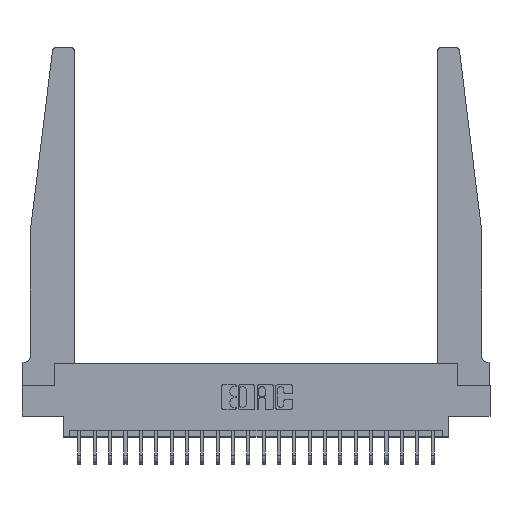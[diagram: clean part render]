
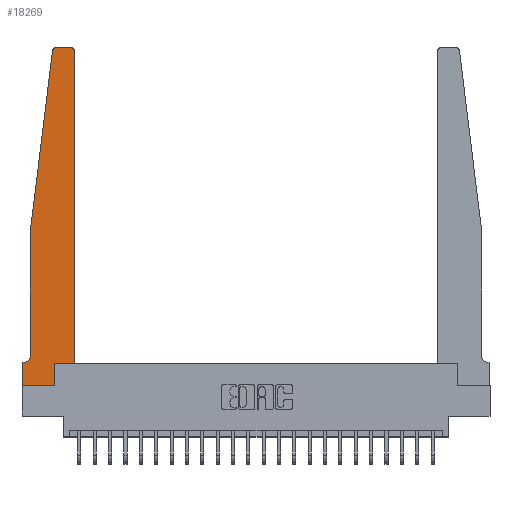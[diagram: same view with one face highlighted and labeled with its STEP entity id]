
A CAD part, top view. The second image highlights one B-rep face of the part: STEP entity #18269.
In plain terms, the highlighted planar face has unit normal (0, 0, 1).
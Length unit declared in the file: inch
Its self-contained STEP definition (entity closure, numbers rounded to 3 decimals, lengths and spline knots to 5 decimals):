
#260 = PLANE ( 'NONE',  #16499 ) ;
#547 = VERTEX_POINT ( 'NONE', #11613 ) ;
#749 = ORIENTED_EDGE ( 'NONE', *, *, #4359, .T. ) ;
#787 = CARTESIAN_POINT ( 'NONE',  ( 0.24675, 2.72367, 0.37 ) ) ;
#793 = ORIENTED_EDGE ( 'NONE', *, *, #22435, .T. ) ;
#1498 = ORIENTED_EDGE ( 'NONE', *, *, #8724, .T. ) ;
#1635 = VERTEX_POINT ( 'NONE', #17009 ) ;
#1912 = EDGE_CURVE ( 'NONE', #10037, #8386, #2533, .T. ) ;
#2533 = LINE ( 'NONE', #11990, #7438 ) ;
#3790 = ORIENTED_EDGE ( 'NONE', *, *, #23172, .T. ) ;
#3826 = VERTEX_POINT ( 'NONE', #13222 ) ;
#3830 = DIRECTION ( 'NONE',  ( 0., 0., 1. ) ) ;
#3910 = VECTOR ( 'NONE', #21295, 39.37008 ) ;
#4247 = DIRECTION ( 'NONE',  ( 0., -1., 0. ) ) ;
#4359 = EDGE_CURVE ( 'NONE', #23684, #14297, #7961, .T. ) ;
#4784 = CARTESIAN_POINT ( 'NONE',  ( 0., 0., 0.37 ) ) ;
#4787 = CARTESIAN_POINT ( 'NONE',  ( 0.015, 0.2375, 0.37 ) ) ;
#5568 = ORIENTED_EDGE ( 'NONE', *, *, #7504, .T. ) ;
#5602 = CARTESIAN_POINT ( 'NONE',  ( 0., 0., 0.37 ) ) ;
#5965 = VECTOR ( 'NONE', #16865, 39.37008 ) ;
#6322 = CARTESIAN_POINT ( 'NONE',  ( 0.2605, 0.18, 0.37 ) ) ;
#6454 = VERTEX_POINT ( 'NONE', #8608 ) ;
#6510 = CARTESIAN_POINT ( 'NONE',  ( 0., 0., 0.37 ) ) ;
#6523 = VECTOR ( 'NONE', #24521, 39.37008 ) ;
#6803 = ORIENTED_EDGE ( 'NONE', *, *, #17888, .T. ) ;
#7438 = VECTOR ( 'NONE', #16094, 39.37008 ) ;
#7504 = EDGE_CURVE ( 'NONE', #3826, #547, #7749, .T. ) ;
#7749 = LINE ( 'NONE', #15554, #3910 ) ;
#7848 = EDGE_CURVE ( 'NONE', #8386, #15626, #10652, .T. ) ;
#7860 = DIRECTION ( 'NONE',  ( 1., 0., 0. ) ) ;
#7961 = LINE ( 'NONE', #18045, #10379 ) ;
#8285 = CARTESIAN_POINT ( 'NONE',  ( 0.425, 0.18, 0.37 ) ) ;
#8386 = VERTEX_POINT ( 'NONE', #17152 ) ;
#8608 = CARTESIAN_POINT ( 'NONE',  ( 0.425, 2.72, 0.37 ) ) ;
#8712 = CARTESIAN_POINT ( 'NONE',  ( 0.015, 0.1875, 0.37 ) ) ;
#8724 = EDGE_CURVE ( 'NONE', #1635, #8744, #17472, .T. ) ;
#8744 = VERTEX_POINT ( 'NONE', #6322 ) ;
#9379 = EDGE_CURVE ( 'NONE', #547, #9411, #21103, .T. ) ;
#9395 = CARTESIAN_POINT ( 'NONE',  ( 0.425, 0.18, 0.37 ) ) ;
#9411 = VERTEX_POINT ( 'NONE', #787 ) ;
#9414 = DIRECTION ( 'NONE',  ( 0., 1., 0. ) ) ;
#9445 = CARTESIAN_POINT ( 'NONE',  ( 0.065, 1.25, 0.37 ) ) ;
#9702 = DIRECTION ( 'NONE',  ( 1., 0., 0. ) ) ;
#10037 = VERTEX_POINT ( 'NONE', #8712 ) ;
#10085 = AXIS2_PLACEMENT_3D ( 'NONE', #4787, #12570, #10656 ) ;
#10379 = VECTOR ( 'NONE', #4247, 39.37008 ) ;
#10538 = CARTESIAN_POINT ( 'NONE',  ( 0.065, 0.2375, 0.37 ) ) ;
#10652 = LINE ( 'NONE', #4784, #19013 ) ;
#10656 = DIRECTION ( 'NONE',  ( -1., 0., 0. ) ) ;
#11585 = EDGE_CURVE ( 'NONE', #6454, #3826, #14582, .T. ) ;
#11613 = CARTESIAN_POINT ( 'NONE',  ( 0.27653, 2.75, 0.37 ) ) ;
#11792 = EDGE_CURVE ( 'NONE', #9411, #23684, #18417, .T. ) ;
#11990 = CARTESIAN_POINT ( 'NONE',  ( 0.065, 0.1875, 0.37 ) ) ;
#11993 = FACE_OUTER_BOUND ( 'NONE', #20124, .T. ) ;
#12570 = DIRECTION ( 'NONE',  ( 0., 0., -1. ) ) ;
#12700 = DIRECTION ( 'NONE',  ( 0., 0., 1. ) ) ;
#13222 = CARTESIAN_POINT ( 'NONE',  ( 0.395, 2.75, 0.37 ) ) ;
#13370 = CARTESIAN_POINT ( 'NONE',  ( 0.2605, 0.18, 0.37 ) ) ;
#13513 = EDGE_CURVE ( 'NONE', #13867, #6454, #14824, .T. ) ;
#13736 = LINE ( 'NONE', #9395, #21393 ) ;
#13867 = VERTEX_POINT ( 'NONE', #8285 ) ;
#14297 = VERTEX_POINT ( 'NONE', #10538 ) ;
#14582 = CIRCLE ( 'NONE', #22766, 0.03 ) ;
#14800 = ORIENTED_EDGE ( 'NONE', *, *, #7848, .T. ) ;
#14824 = LINE ( 'NONE', #17244, #6523 ) ;
#14994 = VECTOR ( 'NONE', #16751, 39.37008 ) ;
#15109 = ORIENTED_EDGE ( 'NONE', *, *, #13513, .T. ) ;
#15239 = CARTESIAN_POINT ( 'NONE',  ( 0.395, 2.72, 0.37 ) ) ;
#15554 = CARTESIAN_POINT ( 'NONE',  ( 0.25, 2.75, 0.37 ) ) ;
#15626 = VERTEX_POINT ( 'NONE', #6510 ) ;
#15982 = ORIENTED_EDGE ( 'NONE', *, *, #9379, .T. ) ;
#16094 = DIRECTION ( 'NONE',  ( -1., 0., 0. ) ) ;
#16499 = AXIS2_PLACEMENT_3D ( 'NONE', #19681, #19811, #17391 ) ;
#16751 = DIRECTION ( 'NONE',  ( -0.122, -0.992, 0. ) ) ;
#16865 = DIRECTION ( 'NONE',  ( 1., 0., 0. ) ) ;
#16871 = ORIENTED_EDGE ( 'NONE', *, *, #11585, .T. ) ;
#17009 = CARTESIAN_POINT ( 'NONE',  ( 0.2605, 0., 0.37 ) ) ;
#17152 = CARTESIAN_POINT ( 'NONE',  ( 0., 0.1875, 0.37 ) ) ;
#17244 = CARTESIAN_POINT ( 'NONE',  ( 0.425, 0.18, 0.37 ) ) ;
#17391 = DIRECTION ( 'NONE',  ( 1., 0., 0. ) ) ;
#17472 = LINE ( 'NONE', #13370, #22711 ) ;
#17888 = EDGE_CURVE ( 'NONE', #8744, #13867, #13736, .T. ) ;
#18045 = CARTESIAN_POINT ( 'NONE',  ( 0.065, 1.25, 0.37 ) ) ;
#18197 = ORIENTED_EDGE ( 'NONE', *, *, #1912, .T. ) ;
#18269 = ADVANCED_FACE ( 'NONE', ( #11993 ), #260, .T. ) ;
#18417 = LINE ( 'NONE', #24151, #14994 ) ;
#19013 = VECTOR ( 'NONE', #20381, 39.37008 ) ;
#19681 = CARTESIAN_POINT ( 'NONE',  ( 0., 0.1875, 0.37 ) ) ;
#19811 = DIRECTION ( 'NONE',  ( 0., 0., 1. ) ) ;
#20124 = EDGE_LOOP ( 'NONE', ( #5568, #15982, #21874, #749, #3790, #18197, #14800, #793, #1498, #6803, #15109, #16871 ) ) ;
#20381 = DIRECTION ( 'NONE',  ( 0., -1., 0. ) ) ;
#21103 = CIRCLE ( 'NONE', #23148, 0.03 ) ;
#21209 = CARTESIAN_POINT ( 'NONE',  ( 0.27653, 2.72, 0.37 ) ) ;
#21295 = DIRECTION ( 'NONE',  ( -1., 0., 0. ) ) ;
#21393 = VECTOR ( 'NONE', #7860, 39.37008 ) ;
#21874 = ORIENTED_EDGE ( 'NONE', *, *, #11792, .T. ) ;
#22435 = EDGE_CURVE ( 'NONE', #15626, #1635, #24774, .T. ) ;
#22711 = VECTOR ( 'NONE', #9414, 39.37008 ) ;
#22766 = AXIS2_PLACEMENT_3D ( 'NONE', #15239, #12700, #24934 ) ;
#23148 = AXIS2_PLACEMENT_3D ( 'NONE', #21209, #3830, #9702 ) ;
#23172 = EDGE_CURVE ( 'NONE', #14297, #10037, #24354, .T. ) ;
#23684 = VERTEX_POINT ( 'NONE', #9445 ) ;
#24151 = CARTESIAN_POINT ( 'NONE',  ( 0.065, 1.25, 0.37 ) ) ;
#24354 = CIRCLE ( 'NONE', #10085, 0.05 ) ;
#24521 = DIRECTION ( 'NONE',  ( 0., 1., 0. ) ) ;
#24774 = LINE ( 'NONE', #5602, #5965 ) ;
#24934 = DIRECTION ( 'NONE',  ( 1., 0., 0. ) ) ;
